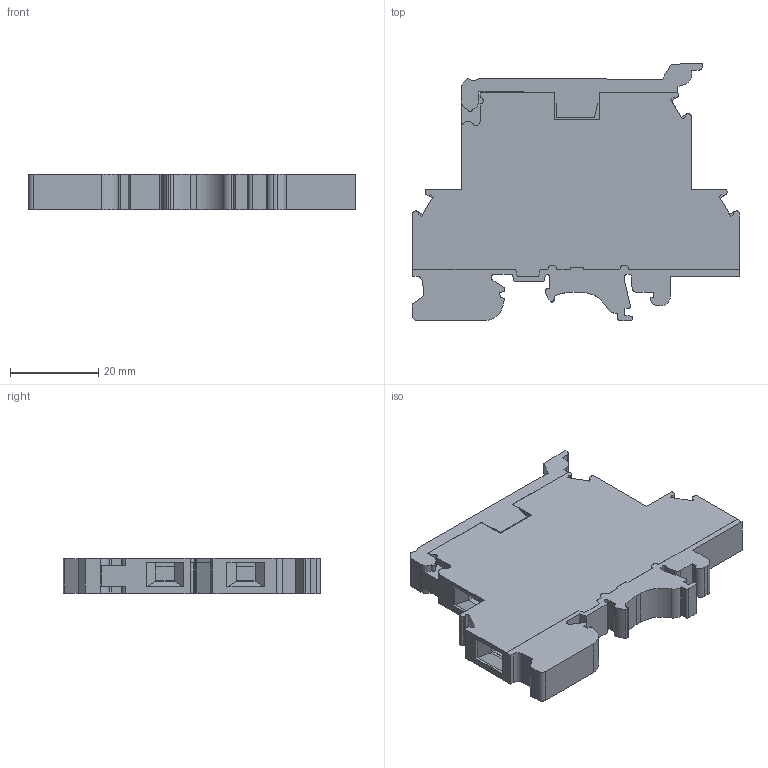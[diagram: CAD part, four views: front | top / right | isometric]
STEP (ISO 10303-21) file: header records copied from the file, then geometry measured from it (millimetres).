
FILE_DESCRIPTION(/* description */ ('Unknown'),/* implementation_level */ '2;1');
FILE_NAME(/* name */ 'KUDDF4AD240V_GY_3D_SOLID',/* time_stamp */ '2024-12-31T10:50:21+05:00',/* author */ ('Unknown'),/* organization */ ('Unknown'),/* preprocessor_version */ 'ST-DEVELOPER v16.7',/* originating_system */ 'Solid Edge',/* authorisation */ 'Unknown');
FILE_SCHEMA (('AUTOMOTIVE_DESIGN {1 0 10303 214 3 1 1}'));
Length unit declared in the file: millimetre
Products named in the file (1): KUDDF4AD240V_GY_3D_SOLID
Bounding box: 74.09 x 58.2 x 8.02 mm (x, y, z)
Volume: 23338.8 mm3; surface area: 9983.6 mm2
Topology: 1 solids, 1 shells, 308 faces, 891 edges, 592 vertices
Faces by surface type: plane 242, cylinder 66
Full cylindrical faces by diameter (mm): 3 x2, 3.5 x1, 4.2 x2
Entity records: 10058 total; most frequent: CARTESIAN_POINT 1787, ORIENTED_EDGE 1772, DIRECTION 1642, EDGE_CURVE 886, LINE 748, VECTOR 748, VERTEX_POINT 592, AXIS2_PLACEMENT_3D 447
